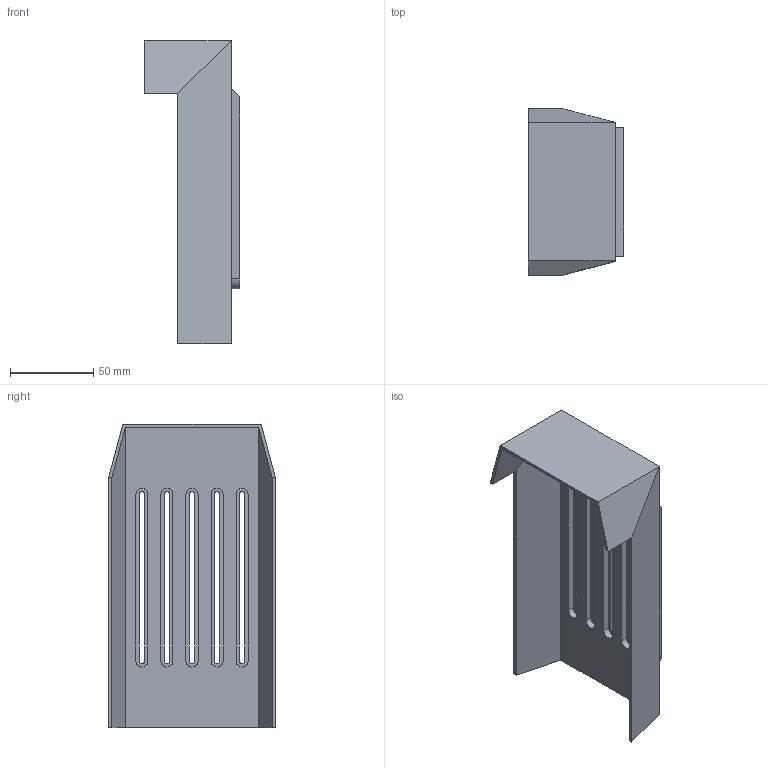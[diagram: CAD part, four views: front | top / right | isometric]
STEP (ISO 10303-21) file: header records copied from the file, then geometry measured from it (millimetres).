
FILE_DESCRIPTION (( 'STEP AP203' ), '1' );
FILE_NAME ('ramp.STEP', '2024-10-02T12:26:31', ( '' ), ( '' ), 'SwSTEP 2.0', 'SolidWorks 2024', '' );
FILE_SCHEMA (( 'CONFIG_CONTROL_DESIGN' ));
Length unit declared in the file: millimetre
Products named in the file (1): ramp
Bounding box: 57 x 100.08 x 182 mm (x, y, z)
Volume: 87869.4 mm3; surface area: 70884.3 mm2
Topology: 1 solids, 1 shells, 70 faces, 178 edges, 116 vertices
Faces by surface type: plane 48, cylinder 22
Entity records: 2199 total; most frequent: CARTESIAN_POINT 365, DIRECTION 364, ORIENTED_EDGE 356, EDGE_CURVE 178, VECTOR 134, LINE 134, VERTEX_POINT 116, AXIS2_PLACEMENT_3D 115
